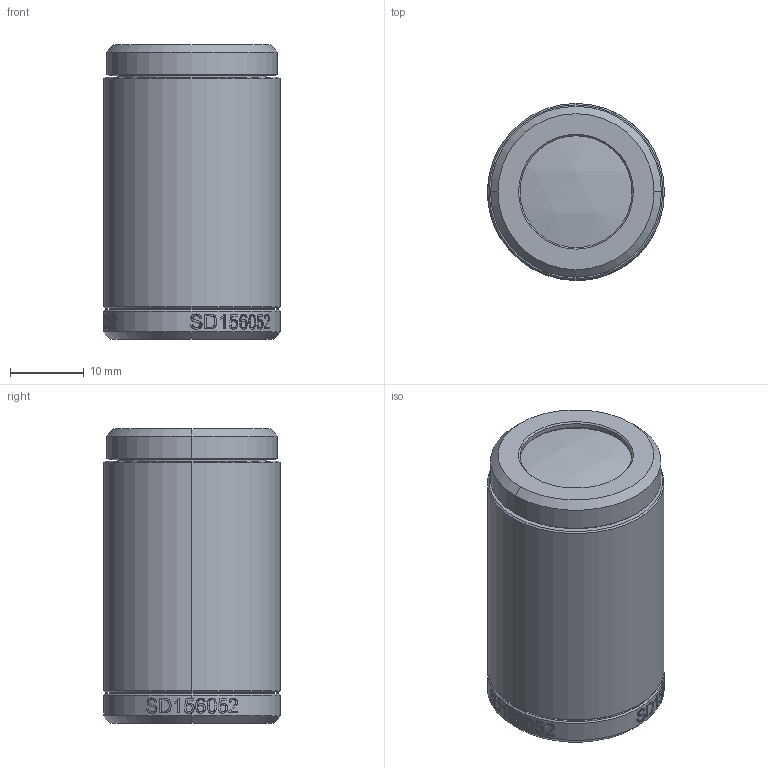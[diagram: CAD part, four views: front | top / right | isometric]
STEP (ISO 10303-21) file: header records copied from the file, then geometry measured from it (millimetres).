
FILE_DESCRIPTION((''),'2;1');
FILE_NAME('_156-ALL_ASM_ASM','2024-02-21T',('Administrator'),(''),'PRO/ENGINEER BY PARAMETRIC TECHNOLOGY CORPORATION, 2014320','PRO/ENGINEER BY PARAMETRIC TECHNOLOGY CORPORATION, 2014320','');
FILE_SCHEMA(('CONFIG_CONTROL_DESIGN'));
Length unit declared in the file: millimetre
Products named in the file (1): _156-ALL_ASM_ASM
Bounding box: 24 x 24 x 40 mm (x, y, z)
Volume: 15636.3 mm3; surface area: 7036.7 mm2
Topology: 1 solids, 2 shells, 521 faces, 1363 edges, 895 vertices
Faces by surface type: extrusion 294, plane 128, cone 50, cylinder 45, sphere 4
Entity records: 19960 total; most frequent: CARTESIAN_POINT 8194, ORIENTED_EDGE 2726, DIRECTION 1639, EDGE_CURVE 1363, B_SPLINE_CURVE_WITH_KNOTS 922, VERTEX_POINT 895, VECTOR 873, LINE 579
